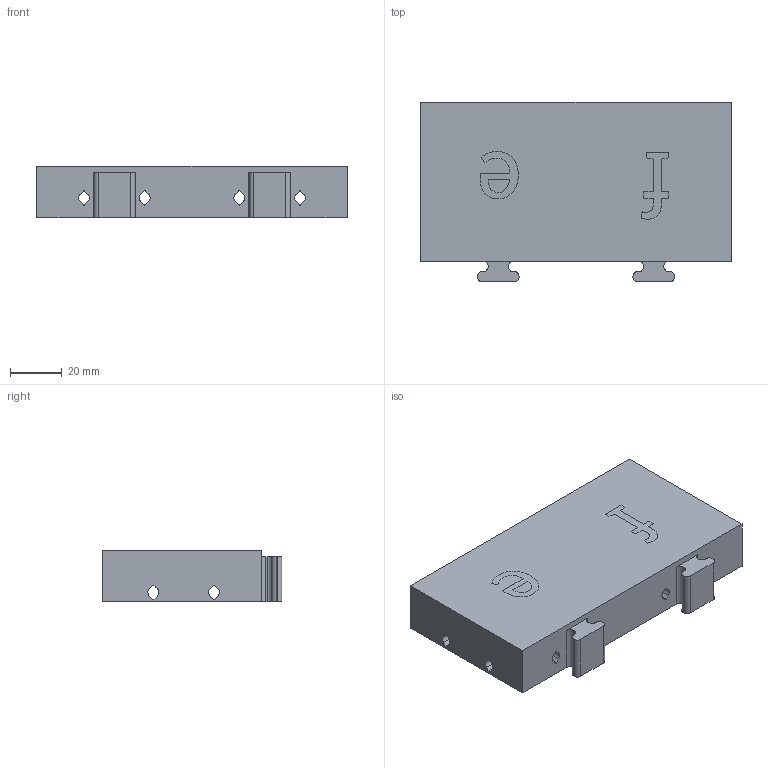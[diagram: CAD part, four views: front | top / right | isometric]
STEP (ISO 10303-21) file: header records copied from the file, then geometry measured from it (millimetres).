
FILE_DESCRIPTION(/* description */ ('STEP AP242','CAx-IF Rec.Pracs.---Representation and Presentation of Product Manufacturing Information (PMI)---4.0---2014-10-13','CAx-IF Rec.Pracs.---3D Tessellated Geometry---0.4---2014-09-14','2;1'),/* implementation_level */ '2;1');
FILE_NAME(/* name */ '68b3c75cf19c206e1bfd0a6f',/* time_stamp */ '2025-08-31T03:54:05Z',/* author */ (''),/* organization */ (''),/* preprocessor_version */ 'ST-DEVELOPER v20',/* originating_system */ 'ONSHAPE BY PTC INC, 1.203',/* authorisation */ ' ');
FILE_SCHEMA (('AP242_MANAGED_MODEL_BASED_3D_ENGINEERING_MIM_LF { 1 0 10303 442 1 1 4 }'));
Length unit declared in the file: metre
Products named in the file (3): Part 205; Part 206; FE2x1-TQFS-MagEdgeChessCoord-fe
Bounding box: 119.95 x 69.47 x 20 mm (x, y, z)
Volume: 136151.4 mm3; surface area: 33156.4 mm2
Topology: 3 solids, 3 shells, 267 faces, 807 edges, 536 vertices
Faces by surface type: plane 151, cylinder 74, bspline 40, cone 2
Full cylindrical faces by diameter (mm): 14 x2
Entity records: 9373 total; most frequent: CARTESIAN_POINT 2177, ORIENTED_EDGE 1606, DIRECTION 1333, EDGE_CURVE 803, VERTEX_POINT 536, LINE 509, VECTOR 509, AXIS2_PLACEMENT_3D 412
